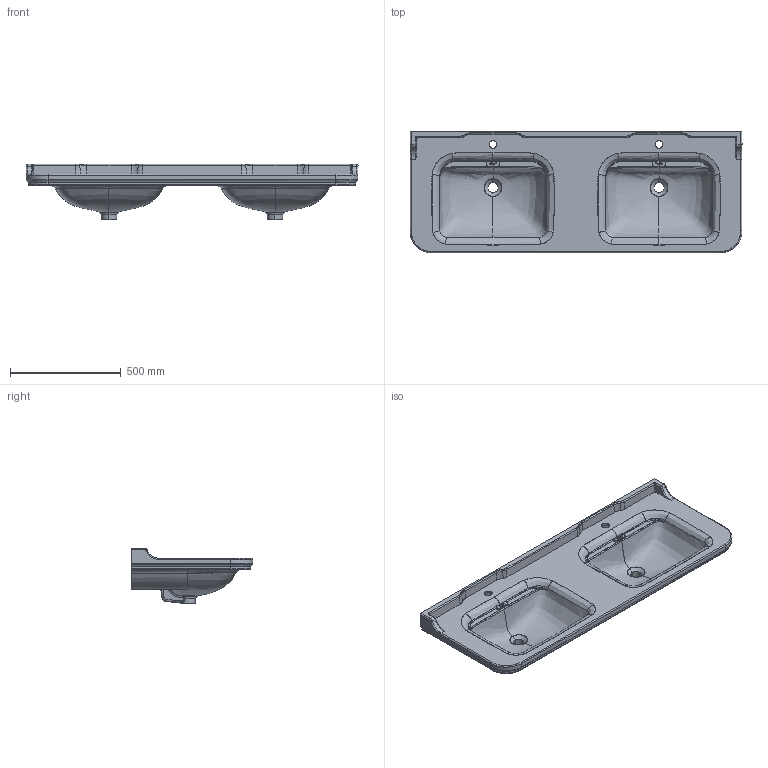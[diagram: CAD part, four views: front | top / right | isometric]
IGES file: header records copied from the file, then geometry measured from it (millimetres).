
Start section: SolidWorks IGES file using analytic representation for surfaces
Global section: file name: 156H4143waldorf-lavabo-150-cm-was- basin-150.igs; native system: Rhinoceros ( Mar  9 2011 ); preprocessor: Trout Lake IGES 012 Mar  9 2011; date: 141028.113625; units: millimetre
Bounding box: 1500 x 550 x 250 mm (x, y, z)
Surface area: 2513038.5 mm2 (no closed solid volume)
Topology: 0 solids, 0 shells, 645 faces, 8094 edges, 8084 vertices
Faces by surface type: bspline 645
